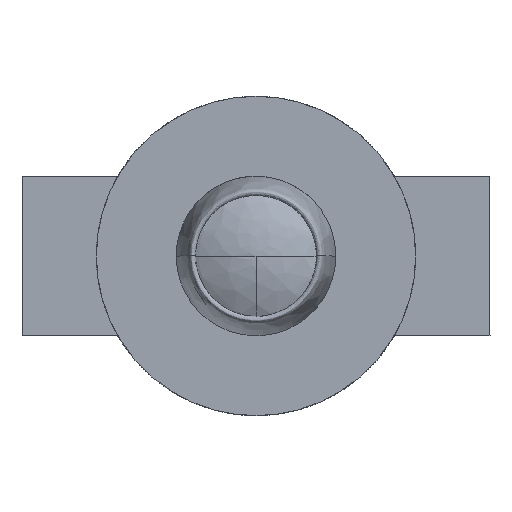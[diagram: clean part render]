
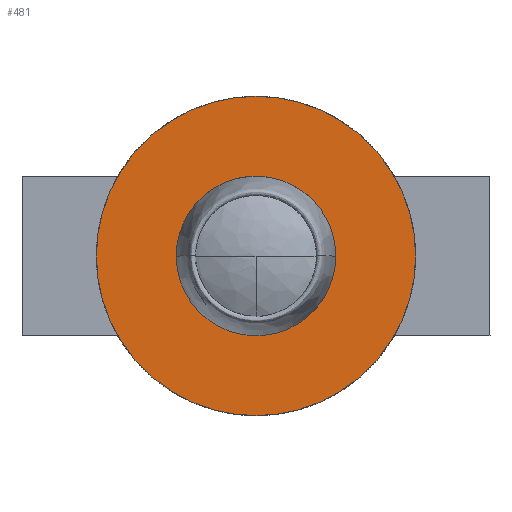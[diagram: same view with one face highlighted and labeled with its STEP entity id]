
A CAD part, top view. The second image highlights one B-rep face of the part: STEP entity #481.
In plain terms, the highlighted planar face has unit normal (0, 0, 1).
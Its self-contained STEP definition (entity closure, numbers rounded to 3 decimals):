
#13=FACE_BOUND('',#844,.T.);
#35=(
BOUNDED_CURVE()
B_SPLINE_CURVE(2,(#3225,#3226,#3227,#3228,#3229),.UNSPECIFIED.,.F.,.F.)
B_SPLINE_CURVE_WITH_KNOTS((3,2,3),(0.,39.27,78.54),
 .UNSPECIFIED.)
CURVE()
GEOMETRIC_REPRESENTATION_ITEM()
RATIONAL_B_SPLINE_CURVE((1.,0.707,1.,0.707,1.))
REPRESENTATION_ITEM('')
);
#38=(
BOUNDED_CURVE()
B_SPLINE_CURVE(2,(#3237,#3238,#3239,#3240,#3241),.UNSPECIFIED.,.F.,.F.)
B_SPLINE_CURVE_WITH_KNOTS((3,2,3),(0.,78.54,157.08),
 .UNSPECIFIED.)
CURVE()
GEOMETRIC_REPRESENTATION_ITEM()
RATIONAL_B_SPLINE_CURVE((1.,0.707,1.,0.707,1.))
REPRESENTATION_ITEM('')
);
#46=(
BOUNDED_CURVE()
B_SPLINE_CURVE(2,(#3311,#3312,#3313,#3314,#3315),.UNSPECIFIED.,.F.,.F.)
B_SPLINE_CURVE_WITH_KNOTS((3,2,3),(78.54,117.81,157.08),
 .UNSPECIFIED.)
CURVE()
GEOMETRIC_REPRESENTATION_ITEM()
RATIONAL_B_SPLINE_CURVE((1.,0.707,1.,0.707,1.))
REPRESENTATION_ITEM('')
);
#49=(
BOUNDED_CURVE()
B_SPLINE_CURVE(2,(#3323,#3324,#3325,#3326,#3327),.UNSPECIFIED.,.F.,.F.)
B_SPLINE_CURVE_WITH_KNOTS((3,2,3),(157.08,235.619,314.159),
 .UNSPECIFIED.)
CURVE()
GEOMETRIC_REPRESENTATION_ITEM()
RATIONAL_B_SPLINE_CURVE((1.,0.707,1.,0.707,1.))
REPRESENTATION_ITEM('')
);
#481=ADVANCED_FACE('',(#661,#13),#2662,.T.);
#661=FACE_OUTER_BOUND('',#843,.T.);
#843=EDGE_LOOP('',(#1149,#1150));
#844=EDGE_LOOP('',(#1151,#1152));
#1149=ORIENTED_EDGE('',*,*,#1897,.F.);
#1150=ORIENTED_EDGE('',*,*,#1866,.F.);
#1151=ORIENTED_EDGE('',*,*,#1894,.F.);
#1152=ORIENTED_EDGE('',*,*,#1863,.F.);
#1863=EDGE_CURVE('',#2434,#2446,#35,.T.);
#1866=EDGE_CURVE('',#2435,#2447,#38,.T.);
#1894=EDGE_CURVE('',#2446,#2434,#46,.T.);
#1897=EDGE_CURVE('',#2447,#2435,#49,.T.);
#2434=VERTEX_POINT('',#3124);
#2435=VERTEX_POINT('',#3125);
#2446=VERTEX_POINT('',#3136);
#2447=VERTEX_POINT('',#3137);
#2662=PLANE('',#2759);
#2759=AXIS2_PLACEMENT_3D('',#3093,#2839,$);
#2839=DIRECTION('',(0.,0.,1.));
#3093=CARTESIAN_POINT('',(-51.,51.,40.));
#3124=CARTESIAN_POINT('',(25.,0.,40.));
#3125=CARTESIAN_POINT('',(50.,0.,40.));
#3136=CARTESIAN_POINT('',(-25.,0.,40.));
#3137=CARTESIAN_POINT('',(-50.,0.,40.));
#3225=CARTESIAN_POINT('',(25.,0.,40.));
#3226=CARTESIAN_POINT('',(25.,25.,40.));
#3227=CARTESIAN_POINT('',(0.,25.,40.));
#3228=CARTESIAN_POINT('',(-25.,25.,40.));
#3229=CARTESIAN_POINT('',(-25.,0.,40.));
#3237=CARTESIAN_POINT('',(50.,0.,40.));
#3238=CARTESIAN_POINT('',(50.,-50.,40.));
#3239=CARTESIAN_POINT('',(0.,-50.,40.));
#3240=CARTESIAN_POINT('',(-50.,-50.,40.));
#3241=CARTESIAN_POINT('',(-50.,0.,40.));
#3311=CARTESIAN_POINT('',(-25.,0.,40.));
#3312=CARTESIAN_POINT('',(-25.,-25.,40.));
#3313=CARTESIAN_POINT('',(0.,-25.,40.));
#3314=CARTESIAN_POINT('',(25.,-25.,40.));
#3315=CARTESIAN_POINT('',(25.,0.,40.));
#3323=CARTESIAN_POINT('',(-50.,0.,40.));
#3324=CARTESIAN_POINT('',(-50.,50.,40.));
#3325=CARTESIAN_POINT('',(0.,50.,40.));
#3326=CARTESIAN_POINT('',(50.,50.,40.));
#3327=CARTESIAN_POINT('',(50.,0.,40.));
